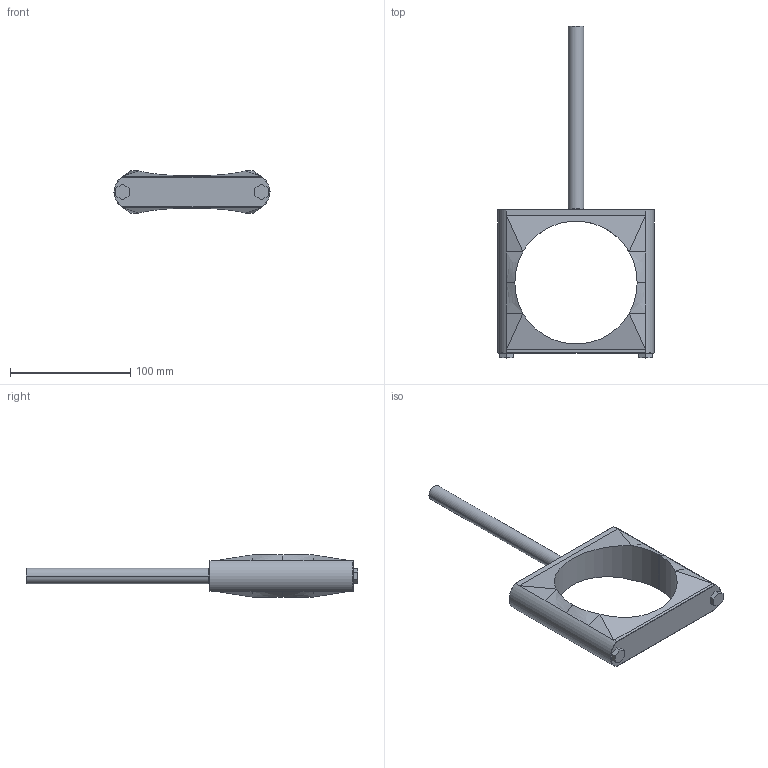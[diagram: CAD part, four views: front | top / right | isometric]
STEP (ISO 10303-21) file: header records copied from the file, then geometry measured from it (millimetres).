
FILE_DESCRIPTION (( 'STEP AP214' ), '1' );
FILE_NAME ('CSDW6R4.0T304ZP.STEP', '2023-05-29T09:38:05', ( '' ), ( '' ), 'SwSTEP 2.0', 'SolidWorks 2018', '' );
FILE_SCHEMA (( 'AUTOMOTIVE_DESIGN' ));
Length unit declared in the file: inch
Products named in the file (1): CSDW6R4.0T304ZP
Bounding box: 129.54 x 275.65 x 34.92 mm (x, y, z)
Volume: 208090.9 mm3; surface area: 41607.2 mm2
Topology: 1 solids, 1 shells, 60 faces, 145 edges, 88 vertices
Faces by surface type: plane 35, cylinder 10, bspline 8, torus 5, cone 2
Entity records: 2062 total; most frequent: CARTESIAN_POINT 714, ORIENTED_EDGE 290, DIRECTION 232, EDGE_CURVE 145, VECTOR 92, LINE 92, VERTEX_POINT 88, AXIS2_PLACEMENT_3D 70
